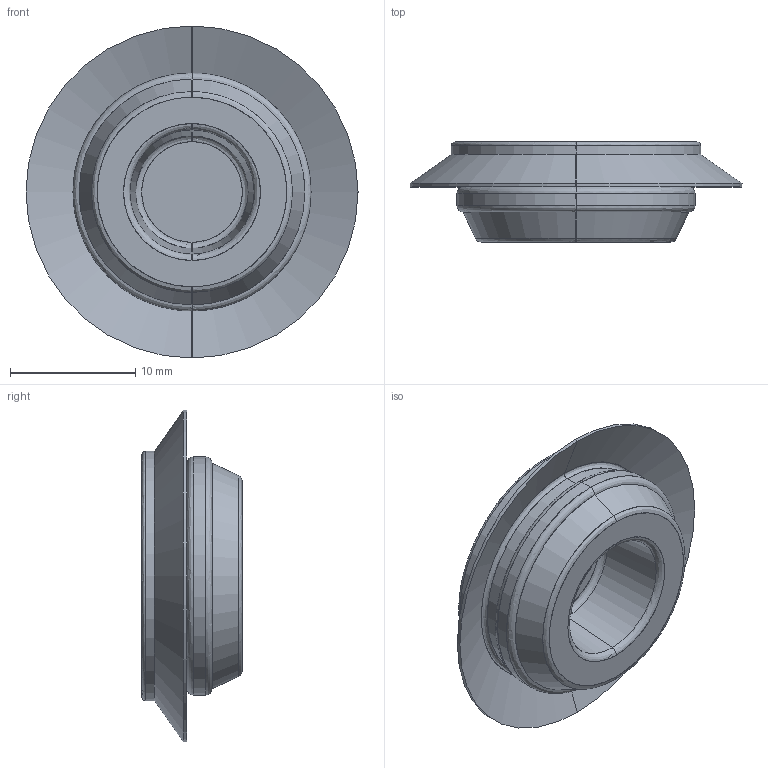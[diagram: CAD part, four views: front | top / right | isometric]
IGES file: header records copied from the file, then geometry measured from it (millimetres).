
Start section: SolidWorks IGES file using analytic representation for surfaces
Bounding box: 26.5 x 8 x 26.5 mm (x, y, z)
Surface area: 2219.4 mm2 (no closed solid volume)
Topology: 0 solids, 0 shells, 49 faces, 432 edges, 432 vertices
Faces by surface type: bspline 27, revolution 22
